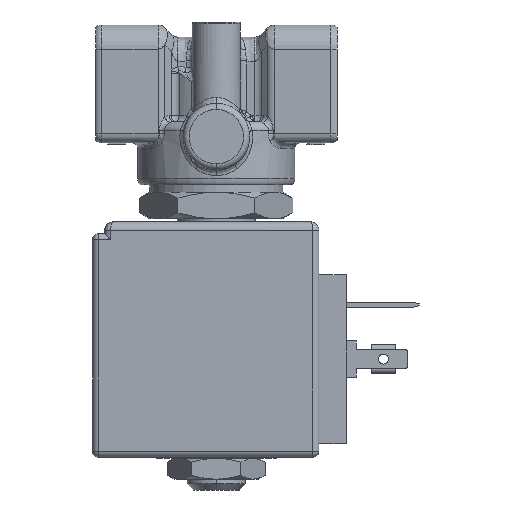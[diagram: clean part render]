
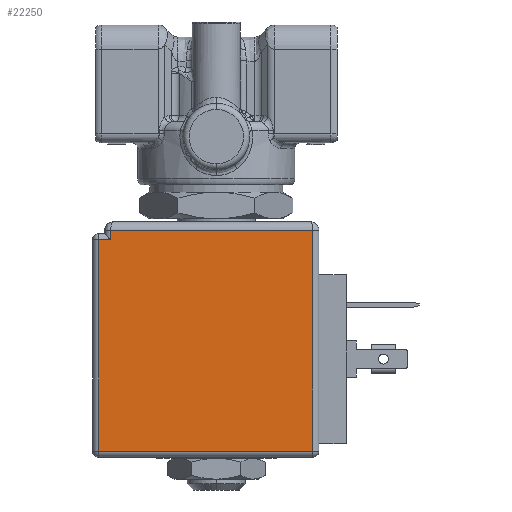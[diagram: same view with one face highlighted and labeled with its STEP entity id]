
A CAD part, front view. The second image highlights one B-rep face of the part: STEP entity #22250.
In plain terms, the highlighted face is planar.
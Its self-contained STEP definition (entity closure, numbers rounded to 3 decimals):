
#19664=DIRECTION('',(1.,0.,0.));
#19665=VECTOR('',#19664,33.5);
#19666=CARTESIAN_POINT('',(-16.,-3.5,
15.));
#19667=LINE('',#19666,#19665);
#19671=DIRECTION('',(0.,1.,0.));
#19672=VECTOR('',#19671,36.5);
#19673=CARTESIAN_POINT('',(-16.,-3.5,
15.));
#19674=LINE('',#19673,#19672);
#19678=DIRECTION('',(-1.,0.,0.));
#19679=VECTOR('',#19678,35.5);
#19680=CARTESIAN_POINT('',(19.5,33.,15.));
#19681=LINE('',#19680,#19679);
#19685=DIRECTION('',(0.,1.,0.));
#19686=VECTOR('',#19685,35.);
#19687=CARTESIAN_POINT('',(19.5,-2.,15.));
#19688=LINE('',#19687,#19686);
#19692=DIRECTION('',(1.,0.,0.));
#19693=VECTOR('',#19692,2.);
#19694=CARTESIAN_POINT('',(17.5,-2.,15.));
#19695=LINE('',#19694,#19693);
#19699=DIRECTION('',(0.,1.,0.));
#19700=VECTOR('',#19699,1.5);
#19701=CARTESIAN_POINT('',(17.5,-3.5,
15.));
#19702=LINE('',#19701,#19700);
#19780=CARTESIAN_POINT('',(17.5,-2.,15.));
#21539=CARTESIAN_POINT('',(-16.,-3.5,
15.));
#21540=CARTESIAN_POINT('',(17.5,-3.5,
15.));
#21541=VERTEX_POINT('',#21539);
#21542=VERTEX_POINT('',#21540);
#21557=CARTESIAN_POINT('',(-16.,33.,15.));
#21558=VERTEX_POINT('',#21557);
#21567=CARTESIAN_POINT('',(19.5,33.,15.));
#21568=VERTEX_POINT('',#21567);
#21581=CARTESIAN_POINT('',(19.5,-2.,15.));
#21582=VERTEX_POINT('',#21581);
#21584=VERTEX_POINT('',#19780);
#22232=CARTESIAN_POINT('',(0.,34.,15.));
#22233=DIRECTION('',(0.,0.,1.));
#22234=DIRECTION('',(1.,0.,0.));
#22235=AXIS2_PLACEMENT_3D('',#22232,#22233,#22234);
#22236=PLANE('',#22235);
#22238=ORIENTED_EDGE('',*,*,#22237,.F.);
#22239=ORIENTED_EDGE('',*,*,#22220,.T.);
#22241=ORIENTED_EDGE('',*,*,#22240,.F.);
#22243=ORIENTED_EDGE('',*,*,#22242,.F.);
#22245=ORIENTED_EDGE('',*,*,#22244,.F.);
#22247=ORIENTED_EDGE('',*,*,#22246,.F.);
#22248=EDGE_LOOP('',(#22238,#22239,#22241,#22243,#22245,#22247));
#22249=FACE_OUTER_BOUND('',#22248,.F.);
#22250=ADVANCED_FACE('',(#22249),#22236,.T.);
#22220=EDGE_CURVE('',#21541,#21558,#19674,.T.);
#22237=EDGE_CURVE('',#21541,#21542,#19667,.T.);
#22240=EDGE_CURVE('',#21568,#21558,#19681,.T.);
#22242=EDGE_CURVE('',#21582,#21568,#19688,.T.);
#22244=EDGE_CURVE('',#21584,#21582,#19695,.T.);
#22246=EDGE_CURVE('',#21542,#21584,#19702,.T.);
